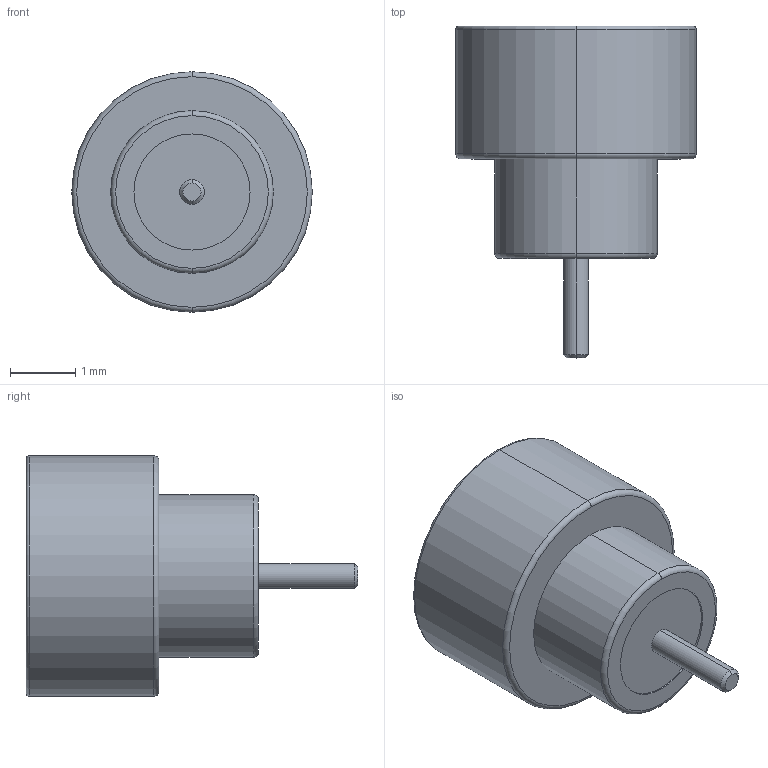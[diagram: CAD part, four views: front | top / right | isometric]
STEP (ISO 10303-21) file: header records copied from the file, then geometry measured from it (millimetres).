
FILE_DESCRIPTION (( 'STEP AP203' ), '1' );
FILE_NAME ('PE44919.step', '2018-09-10T17:02:34', ( '' ), ( '' ), 'SwSTEP 2.0', 'SolidWorks 2017', '' );
FILE_SCHEMA (( 'CONFIG_CONTROL_DESIGN' ));
Length unit declared in the file: inch
Products named in the file (1): PE44919
Bounding box: 3.68 x 5.08 x 3.68 mm (x, y, z)
Volume: 15.7 mm3; surface area: 76.2 mm2
Topology: 1 solids, 1 shells, 41 faces, 84 edges, 49 vertices
Faces by surface type: cylinder 18, cone 8, plane 7, torus 6, sphere 2
Entity records: 1155 total; most frequent: DIRECTION 222, CARTESIAN_POINT 173, ORIENTED_EDGE 164, AXIS2_PLACEMENT_3D 98, EDGE_CURVE 82, CIRCLE 56, VERTEX_POINT 49, EDGE_LOOP 47
